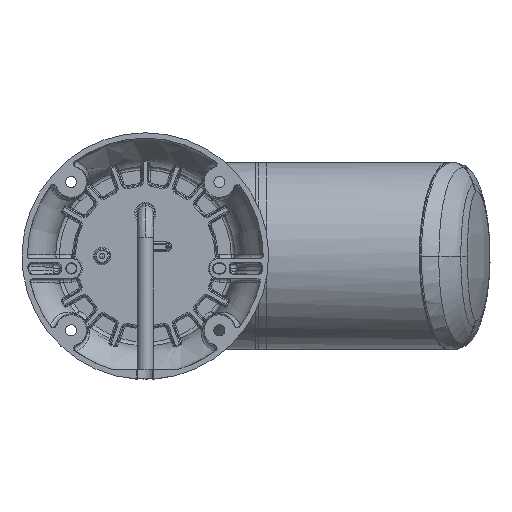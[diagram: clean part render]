
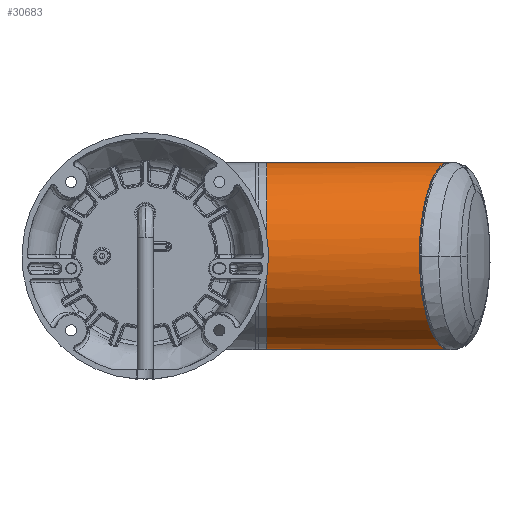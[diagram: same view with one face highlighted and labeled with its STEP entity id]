
A CAD part, front view. The second image highlights one B-rep face of the part: STEP entity #30683.
In plain terms, the highlighted cylindrical face has radius 76 mm (diameter 152 mm), a partial arc.
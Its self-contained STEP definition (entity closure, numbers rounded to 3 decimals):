
#884 = AXIS2_PLACEMENT_3D ( 'NONE', #85067, #24681, #69659 ) ;
#2606 = CARTESIAN_POINT ( 'NONE',  ( 98.5, 185., 76. ) ) ;
#8958 = VECTOR ( 'NONE', #152096, 1000. ) ;
#11464 = CIRCLE ( 'NONE', #157470, 76. ) ;
#21891 = CARTESIAN_POINT ( 'NONE',  ( 246.113, 185., -76. ) ) ;
#24681 = DIRECTION ( 'NONE',  ( 1., 0., 0. ) ) ;
#30683 = ADVANCED_FACE ( 'NONE', ( #51246 ), #115436, .T. ) ;
#34034 = CARTESIAN_POINT ( 'NONE',  ( 98.5, 185., 0. ) ) ;
#44738 = EDGE_CURVE ( 'NONE', #82443, #78032, #180606, .T. ) ;
#51246 = FACE_OUTER_BOUND ( 'NONE', #184048, .T. ) ;
#59912 = CARTESIAN_POINT ( 'NONE',  ( 246.113, 185., -76. ) ) ;
#64245 = DIRECTION ( 'NONE',  ( 0., 1., 0. ) ) ;
#69659 = DIRECTION ( 'NONE',  ( 0., 1., 0. ) ) ;
#73298 = ORIENTED_EDGE ( 'NONE', *, *, #79830, .T. ) ;
#76813 = CARTESIAN_POINT ( 'NONE',  ( 98.5, 185., 76. ) ) ;
#78032 = VERTEX_POINT ( 'NONE', #2606 ) ;
#79830 = EDGE_CURVE ( 'NONE', #120072, #111005, #183691, .T. ) ;
#80116 = CARTESIAN_POINT ( 'NONE',  ( 98.5, 185., -76. ) ) ;
#82443 = VERTEX_POINT ( 'NONE', #89814 ) ;
#85067 = CARTESIAN_POINT ( 'NONE',  ( 98.5, 185., 0. ) ) ;
#89814 = CARTESIAN_POINT ( 'NONE',  ( 246.113, 185., 76. ) ) ;
#100282 = EDGE_CURVE ( 'NONE', #78032, #120072, #11464, .T. ) ;
#111005 = VERTEX_POINT ( 'NONE', #59912 ) ;
#115436 = CYLINDRICAL_SURFACE ( 'NONE', #884, 76. ) ;
#118224 = ORIENTED_EDGE ( 'NONE', *, *, #155173, .T. ) ;
#118858 =( BOUNDED_CURVE ( )  B_SPLINE_CURVE ( 3, ( #21891, #124688, #136960, #154236 ),
 .UNSPECIFIED., .F., .F. ) 
 B_SPLINE_CURVE_WITH_KNOTS ( ( 4, 4 ),
 ( 1.571, 4.712 ),
 .UNSPECIFIED. ) 
 CURVE ( )  GEOMETRIC_REPRESENTATION_ITEM ( )  RATIONAL_B_SPLINE_CURVE ( ( 1., 0.333, 0.333, 1. ) ) 
 REPRESENTATION_ITEM ( '' )  );
#120072 = VERTEX_POINT ( 'NONE', #142948 ) ;
#122039 = DIRECTION ( 'NONE',  ( 1., 0., 0. ) ) ;
#124688 = CARTESIAN_POINT ( 'NONE',  ( 198.187, 33., -76. ) ) ;
#124901 = DIRECTION ( 'NONE',  ( -1., 0., 0. ) ) ;
#136960 = CARTESIAN_POINT ( 'NONE',  ( 198.187, 33., 76. ) ) ;
#142948 = CARTESIAN_POINT ( 'NONE',  ( 98.5, 185., -76. ) ) ;
#152096 = DIRECTION ( 'NONE',  ( 1., 0., 0. ) ) ;
#154236 = CARTESIAN_POINT ( 'NONE',  ( 246.113, 185., 76. ) ) ;
#155173 = EDGE_CURVE ( 'NONE', #111005, #82443, #118858, .T. ) ;
#155350 = VECTOR ( 'NONE', #124901, 1000. ) ;
#155617 = ORIENTED_EDGE ( 'NONE', *, *, #100282, .T. ) ;
#157470 = AXIS2_PLACEMENT_3D ( 'NONE', #34034, #122039, #64245 ) ;
#171155 = ORIENTED_EDGE ( 'NONE', *, *, #44738, .T. ) ;
#180606 = LINE ( 'NONE', #76813, #155350 ) ;
#183691 = LINE ( 'NONE', #80116, #8958 ) ;
#184048 = EDGE_LOOP ( 'NONE', ( #73298, #118224, #171155, #155617 ) ) ;
